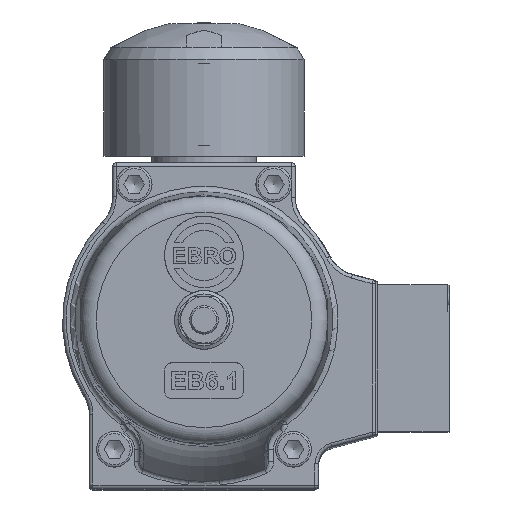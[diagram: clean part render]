
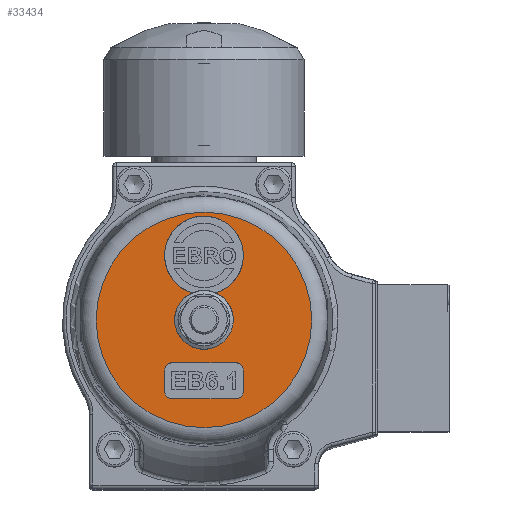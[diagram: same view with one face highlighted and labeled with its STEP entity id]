
A CAD part, top view. The second image highlights one B-rep face of the part: STEP entity #33434.
In plain terms, the highlighted planar face has unit normal (0, 0, 1).
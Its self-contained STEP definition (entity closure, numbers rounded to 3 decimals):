
#442=FACE_BOUND('',#11092,.T.);
#443=FACE_BOUND('',#11093,.T.);
#1380=CIRCLE('',#35936,7.2);
#1386=CIRCLE('',#35951,30.103);
#1387=CIRCLE('',#35952,11.);
#1388=CIRCLE('',#35953,2.);
#1389=CIRCLE('',#35954,2.);
#1390=CIRCLE('',#35955,2.);
#1391=CIRCLE('',#35956,2.);
#4058=LINE('',#56236,#6575);
#4059=LINE('',#56240,#6576);
#4060=LINE('',#56244,#6577);
#4061=LINE('',#56248,#6578);
#6575=VECTOR('',#41910,10.);
#6576=VECTOR('',#41913,10.);
#6577=VECTOR('',#41916,10.);
#6578=VECTOR('',#41919,10.);
#8944=FACE_OUTER_BOUND('',#11091,.T.);
#11091=EDGE_LOOP('',(#24944));
#11092=EDGE_LOOP('',(#24945,#24946));
#11093=EDGE_LOOP('',(#24947,#24948,#24949,#24950,#24951,#24952,#24953,#24954));
#14348=VERTEX_POINT('',#56089);
#14349=VERTEX_POINT('',#56090);
#14385=VERTEX_POINT('',#56231);
#14386=VERTEX_POINT('',#56234);
#14387=VERTEX_POINT('',#56235);
#14388=VERTEX_POINT('',#56237);
#14389=VERTEX_POINT('',#56239);
#14390=VERTEX_POINT('',#56241);
#14391=VERTEX_POINT('',#56243);
#14392=VERTEX_POINT('',#56245);
#14393=VERTEX_POINT('',#56247);
#18145=EDGE_CURVE('',#14349,#14348,#1380,.T.);
#18156=EDGE_CURVE('',#14385,#14385,#1386,.T.);
#18157=EDGE_CURVE('',#14349,#14348,#1387,.T.);
#18158=EDGE_CURVE('',#14386,#14387,#4058,.T.);
#18159=EDGE_CURVE('',#14388,#14386,#1388,.T.);
#18160=EDGE_CURVE('',#14389,#14388,#4059,.T.);
#18161=EDGE_CURVE('',#14390,#14389,#1389,.T.);
#18162=EDGE_CURVE('',#14391,#14390,#4060,.T.);
#18163=EDGE_CURVE('',#14392,#14391,#1390,.T.);
#18164=EDGE_CURVE('',#14393,#14392,#4061,.T.);
#18165=EDGE_CURVE('',#14387,#14393,#1391,.T.);
#24944=ORIENTED_EDGE('',*,*,#18156,.T.);
#24945=ORIENTED_EDGE('',*,*,#18145,.T.);
#24946=ORIENTED_EDGE('',*,*,#18157,.F.);
#24947=ORIENTED_EDGE('',*,*,#18158,.F.);
#24948=ORIENTED_EDGE('',*,*,#18159,.F.);
#24949=ORIENTED_EDGE('',*,*,#18160,.F.);
#24950=ORIENTED_EDGE('',*,*,#18161,.F.);
#24951=ORIENTED_EDGE('',*,*,#18162,.F.);
#24952=ORIENTED_EDGE('',*,*,#18163,.F.);
#24953=ORIENTED_EDGE('',*,*,#18164,.F.);
#24954=ORIENTED_EDGE('',*,*,#18165,.F.);
#30134=PLANE('',#35950);
#33434=ADVANCED_FACE('',(#8944,#442,#443),#30134,.F.);
#35936=AXIS2_PLACEMENT_3D('',#56206,#41871,#41872);
#35950=AXIS2_PLACEMENT_3D('',#56230,#41904,#41905);
#35951=AXIS2_PLACEMENT_3D('',#56232,#41906,#41907);
#35952=AXIS2_PLACEMENT_3D('',#56233,#41908,#41909);
#35953=AXIS2_PLACEMENT_3D('',#56238,#41911,#41912);
#35954=AXIS2_PLACEMENT_3D('',#56242,#41914,#41915);
#35955=AXIS2_PLACEMENT_3D('',#56246,#41917,#41918);
#35956=AXIS2_PLACEMENT_3D('',#56249,#41920,#41921);
#41871=DIRECTION('center_axis',(0.,0.,
-1.));
#41872=DIRECTION('ref_axis',(-1.,0.,0.));
#41904=DIRECTION('center_axis',(0.,0.,
-1.));
#41905=DIRECTION('ref_axis',(-1.,0.,0.));
#41906=DIRECTION('center_axis',(0.,0.,
1.));
#41907=DIRECTION('ref_axis',(0.,-1.,0.));
#41908=DIRECTION('center_axis',(0.,0.,
1.));
#41909=DIRECTION('ref_axis',(1.,0.,0.));
#41910=DIRECTION('',(0.,1.,0.));
#41911=DIRECTION('center_axis',(0.,0.,
1.));
#41912=DIRECTION('ref_axis',(-1.,0.,0.));
#41913=DIRECTION('',(1.,0.,0.));
#41914=DIRECTION('center_axis',(0.,0.,
1.));
#41915=DIRECTION('ref_axis',(0.,1.,0.));
#41916=DIRECTION('',(0.,-1.,0.));
#41917=DIRECTION('center_axis',(0.,0.,
1.));
#41918=DIRECTION('ref_axis',(1.,0.,0.));
#41919=DIRECTION('',(-1.,0.,0.));
#41920=DIRECTION('center_axis',(0.,0.,
1.));
#41921=DIRECTION('ref_axis',(0.,-1.,0.));
#56089=CARTESIAN_POINT('',(-67.02,-42.215,178.482));
#56090=CARTESIAN_POINT('',(-64.39,-42.215,178.482));
#56206=CARTESIAN_POINT('Origin',(-65.705,-49.294,178.482));
#56230=CARTESIAN_POINT('Origin',(-65.705,-32.044,178.482));
#56231=CARTESIAN_POINT('',(-65.705,-19.19,178.482));
#56232=CARTESIAN_POINT('Origin',(-65.705,-49.294,178.482));
#56233=CARTESIAN_POINT('Origin',(-65.705,-31.294,178.482));
#56234=CARTESIAN_POINT('',(-54.705,-69.294,178.482));
#56235=CARTESIAN_POINT('',(-54.705,-63.294,178.482));
#56236=CARTESIAN_POINT('',(-54.705,-47.669,178.482));
#56237=CARTESIAN_POINT('',(-56.705,-71.294,178.482));
#56238=CARTESIAN_POINT('Origin',(-56.705,-69.294,178.482));
#56239=CARTESIAN_POINT('',(-74.705,-71.294,178.482));
#56240=CARTESIAN_POINT('',(-61.205,-71.294,178.482));
#56241=CARTESIAN_POINT('',(-76.705,-69.294,178.482));
#56242=CARTESIAN_POINT('Origin',(-74.705,-69.294,178.482));
#56243=CARTESIAN_POINT('',(-76.705,-63.294,178.482));
#56244=CARTESIAN_POINT('',(-76.705,-50.669,178.482));
#56245=CARTESIAN_POINT('',(-74.705,-61.294,178.482));
#56246=CARTESIAN_POINT('Origin',(-74.705,-63.294,178.482));
#56247=CARTESIAN_POINT('',(-56.705,-61.294,178.482));
#56248=CARTESIAN_POINT('',(-70.205,-61.294,178.482));
#56249=CARTESIAN_POINT('Origin',(-56.705,-63.294,178.482));
